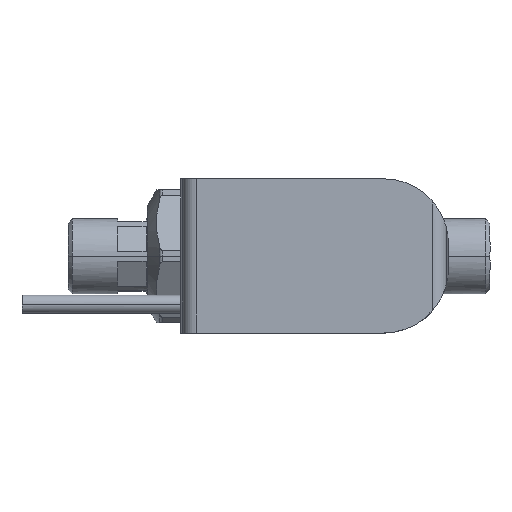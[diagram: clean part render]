
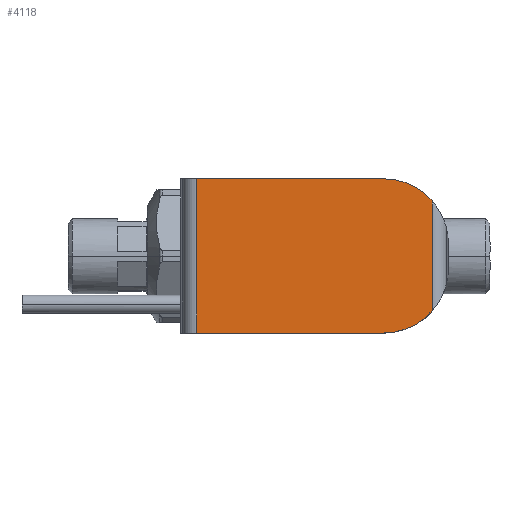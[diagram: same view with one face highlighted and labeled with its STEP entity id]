
A CAD part, top view. The second image highlights one B-rep face of the part: STEP entity #4118.
In plain terms, the highlighted planar face has unit normal (0, 0, 1).
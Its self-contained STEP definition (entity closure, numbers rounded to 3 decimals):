
#495=CIRCLE($,#4472,23.);
#498=CIRCLE($,#4478,23.);
#706=FACE_OUTER_BOUND($,#983,.T.);
#983=EDGE_LOOP($,(#3217,#3218,#3219,#3220,#3221,#3222,#3223,#3224));
#1244=LINE($,#7156,#1496);
#1255=LINE($,#7180,#1507);
#1256=LINE($,#7184,#1508);
#1257=LINE($,#7185,#1509);
#1258=LINE($,#7187,#1510);
#1259=LINE($,#7188,#1511);
#1496=VECTOR($,#5228,38.79);
#1507=VECTOR($,#5249,54.5);
#1508=VECTOR($,#5254,61.56);
#1509=VECTOR($,#5255,4.25);
#1510=VECTOR($,#5256,4.25);
#1511=VECTOR($,#5257,61.56);
#1811=VERTEX_POINT($,#7092);
#1813=VERTEX_POINT($,#7095);
#1817=VERTEX_POINT($,#7125);
#1820=VERTEX_POINT($,#7131);
#1827=VERTEX_POINT($,#7177);
#1828=VERTEX_POINT($,#7179);
#1829=VERTEX_POINT($,#7183);
#1830=VERTEX_POINT($,#7186);
#2298=EDGE_CURVE($,#1813,#1811,#495,.T.);
#2306=EDGE_CURVE($,#1817,#1820,#498,.T.);
#2307=EDGE_CURVE($,#1820,#1813,#1244,.T.);
#2319=EDGE_CURVE($,#1828,#1827,#1255,.T.);
#2321=EDGE_CURVE($,#1829,#1827,#1256,.T.);
#2322=EDGE_CURVE($,#1817,#1829,#1257,.T.);
#2323=EDGE_CURVE($,#1830,#1811,#1258,.T.);
#2324=EDGE_CURVE($,#1828,#1830,#1259,.T.);
#3217=ORIENTED_EDGE($,*,*,#2319,.T.);
#3218=ORIENTED_EDGE($,*,*,#2321,.F.);
#3219=ORIENTED_EDGE($,*,*,#2322,.F.);
#3220=ORIENTED_EDGE($,*,*,#2306,.T.);
#3221=ORIENTED_EDGE($,*,*,#2307,.T.);
#3222=ORIENTED_EDGE($,*,*,#2298,.T.);
#3223=ORIENTED_EDGE($,*,*,#2323,.F.);
#3224=ORIENTED_EDGE($,*,*,#2324,.F.);
#3914=PLANE($,#4486);
#4118=ADVANCED_FACE($,(#706),#3914,.T.);
#4472=AXIS2_PLACEMENT_3D($,#7096,#5211,#5212);
#4478=AXIS2_PLACEMENT_3D($,#7154,#5224,#5225);
#4486=AXIS2_PLACEMENT_3D($,#7182,#5252,#5253);
#5211=DIRECTION('center_axis',(0.,0.,1.));
#5212=DIRECTION('ref_axis',(1.,0.,0.));
#5224=DIRECTION('center_axis',(0.,0.,1.));
#5225=DIRECTION('ref_axis',(1.,0.,0.));
#5228=DIRECTION($,(0.,1.,0.));
#5249=DIRECTION($,(0.,-1.,0.));
#5252=DIRECTION('center_axis',(0.,0.,1.));
#5253=DIRECTION('ref_axis',(0.,1.,0.));
#5254=DIRECTION($,(-1.,0.,0.));
#5255=DIRECTION($,(-1.,0.,0.));
#5256=DIRECTION($,(1.,0.,0.));
#5257=DIRECTION($,(1.,0.,0.));
#7092=CARTESIAN_POINT('',(36.8,27.25,91.));
#7095=CARTESIAN_POINT('',(54.11,19.395,91.));
#7096=CARTESIAN_POINT('Origin',(36.8,4.25,91.));
#7125=CARTESIAN_POINT('',(36.8,-27.25,91.));
#7131=CARTESIAN_POINT('',(54.11,-19.395,91.));
#7154=CARTESIAN_POINT('Origin',(36.8,-4.25,91.));
#7156=CARTESIAN_POINT($,(54.11,-19.395,91.));
#7177=CARTESIAN_POINT('',(-29.01,-27.25,91.));
#7179=CARTESIAN_POINT('',(-29.01,27.25,91.));
#7180=CARTESIAN_POINT($,(-29.01,27.25,91.));
#7182=CARTESIAN_POINT('Origin',(54.11,-27.25,91.));
#7183=CARTESIAN_POINT('',(32.55,-27.25,91.));
#7184=CARTESIAN_POINT($,(32.55,-27.25,91.));
#7185=CARTESIAN_POINT($,(36.8,-27.25,91.));
#7186=CARTESIAN_POINT('',(32.55,27.25,91.));
#7187=CARTESIAN_POINT($,(32.55,27.25,91.));
#7188=CARTESIAN_POINT($,(-29.01,27.25,91.));
